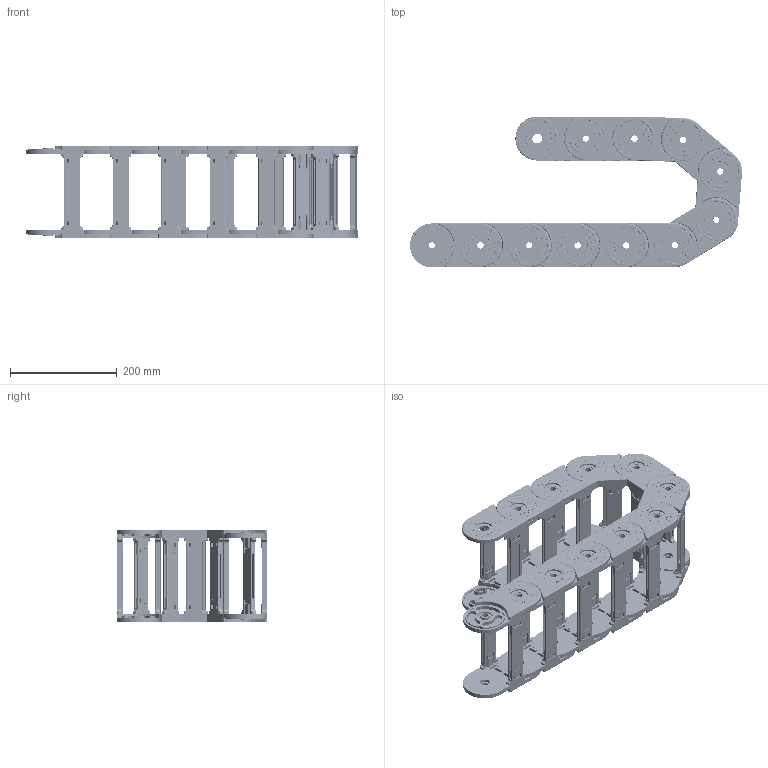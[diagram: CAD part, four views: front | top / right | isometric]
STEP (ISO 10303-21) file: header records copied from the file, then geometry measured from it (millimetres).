
FILE_DESCRIPTION (( 'STEP AP214' ), '1' );
FILE_NAME ('CK60-A140-R100.STEP', '2019-09-06T09:23:56', ( '' ), ( '' ), 'SwSTEP 2.0', 'SolidWorks 2017', '' );
FILE_SCHEMA (( 'AUTOMOTIVE_DESIGN' ));
Length unit declared in the file: millimetre
Products named in the file (2): CK60-A140; CK60-A140-R100
Assembly tree (11 placements, depth 2):
  CK60-A140-R100
    CK60-A140  x11
Bounding box: 621.74 x 282.03 x 173.5 mm (x, y, z)
Volume: 2710007.4 mm3; surface area: 1400359 mm2
Topology: 44 solids, 44 shells, 10560 faces, 27280 edges, 17600 vertices
Faces by surface type: plane 4488, cylinder 3234, bspline 2266, torus 396, sphere 176
Entity records: 38755 total; most frequent: CARTESIAN_POINT 16894, ORIENTED_EDGE 4936, DIRECTION 4016, EDGE_CURVE 2468, VERTEX_POINT 1600, AXIS2_PLACEMENT_3D 1342, LINE 1332, VECTOR 1332
